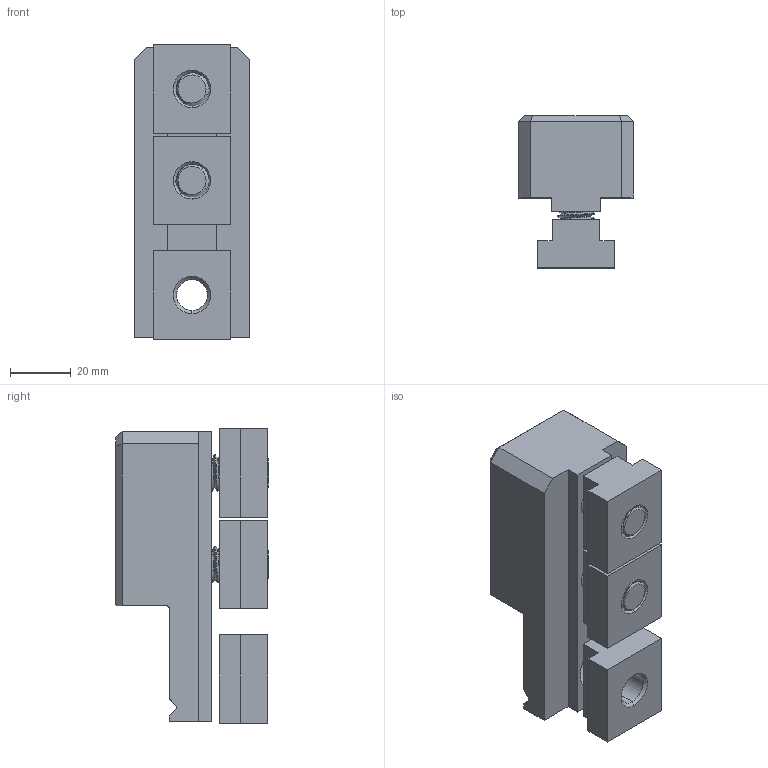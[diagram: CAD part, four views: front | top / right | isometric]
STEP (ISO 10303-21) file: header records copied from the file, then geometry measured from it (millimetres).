
FILE_DESCRIPTION (( 'STEP AP203' ), '1' );
FILE_NAME ('41000.STEP', '2020-06-18T18:25:00', ( 'Marc' ), ( 'Microsoft' ), 'SwSTEP 2.0', 'SolidWorks 2018', '' );
FILE_SCHEMA (( 'CONFIG_CONTROL_DESIGN' ));
Length unit declared in the file: inch
Products named in the file (4): 410001_410001; 540161_540161; M1235MM SHCS_M1235MM SHCS; 41000
Assembly tree (6 placements, depth 2):
  41000
    410001_410001
    540161_540161  x3
    M1235MM SHCS_M1235MM SHCS  x2
Bounding box: 38.04 x 49.99 x 96.61 mm (x, y, z)
Volume: 98949.5 mm3; surface area: 33672.9 mm2
Topology: 6 solids, 6 shells, 315 faces, 837 edges, 539 vertices
Faces by surface type: cylinder 185, plane 79, cone 46, bspline 5
Entity records: 8133 total; most frequent: CARTESIAN_POINT 3743, ORIENTED_EDGE 930, DIRECTION 710, EDGE_CURVE 465, VERTEX_POINT 299, AXIS2_PLACEMENT_3D 245, LINE 220, VECTOR 220
